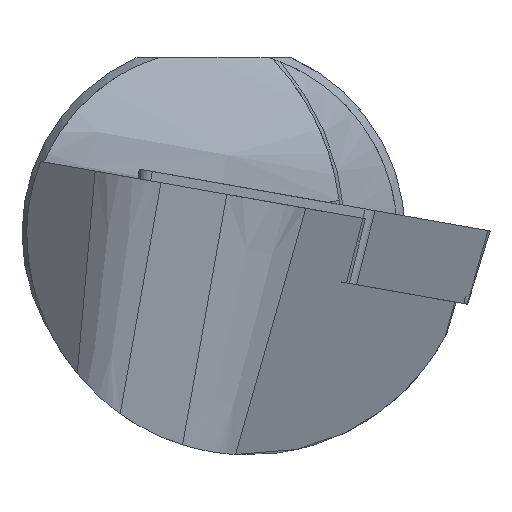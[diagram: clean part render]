
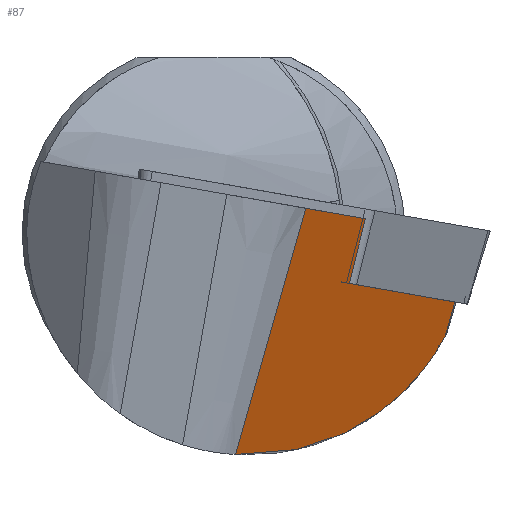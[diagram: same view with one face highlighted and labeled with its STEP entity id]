
A CAD part, left-side view. The second image highlights one B-rep face of the part: STEP entity #87.
In plain terms, the highlighted planar face has unit normal (-0.527, -0.807, -0.266).
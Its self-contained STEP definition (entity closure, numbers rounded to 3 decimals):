
#76=ELLIPSE('',#748,13.197,6.95);
#87=ADVANCED_FACE('',(#145),#127,.T.);
#127=PLANE('',#749);
#145=FACE_OUTER_BOUND('',#184,.T.);
#184=EDGE_LOOP('',(#280,#281,#282,#283,#284,#285));
#246=B_SPLINE_CURVE_WITH_KNOTS('',3,(#1022,#1023,#1024,#1025),
 .UNSPECIFIED.,.F.,.F.,(4,4),(0.,1.),.UNSPECIFIED.);
#280=ORIENTED_EDGE('',*,*,#557,.F.);
#281=ORIENTED_EDGE('',*,*,#558,.T.);
#282=ORIENTED_EDGE('',*,*,#559,.T.);
#283=ORIENTED_EDGE('',*,*,#560,.T.);
#284=ORIENTED_EDGE('',*,*,#561,.F.);
#285=ORIENTED_EDGE('',*,*,#562,.F.);
#488=VERTEX_POINT('',#1014);
#489=VERTEX_POINT('',#1015);
#490=VERTEX_POINT('',#1017);
#491=VERTEX_POINT('',#1019);
#492=VERTEX_POINT('',#1021);
#493=VERTEX_POINT('',#1026);
#557=EDGE_CURVE('',#488,#489,#656,.T.);
#558=EDGE_CURVE('',#488,#490,#657,.T.);
#559=EDGE_CURVE('',#490,#491,#658,.T.);
#560=EDGE_CURVE('',#491,#492,#76,.T.);
#561=EDGE_CURVE('',#493,#492,#246,.T.);
#562=EDGE_CURVE('',#489,#493,#659,.T.);
#656=LINE('',#1013,#700);
#657=LINE('',#1016,#701);
#658=LINE('',#1018,#702);
#659=LINE('',#1027,#703);
#700=VECTOR('',#822,1.);
#701=VECTOR('',#823,1.);
#702=VECTOR('',#824,1.);
#703=VECTOR('',#827,1.);
#748=AXIS2_PLACEMENT_3D('',#1020,#825,#826);
#749=AXIS2_PLACEMENT_3D('',#1028,#828,#829);
#822=DIRECTION('',(0.118,0.24,-0.963));
#823=DIRECTION('',(-0.848,0.523,0.092));
#824=DIRECTION('',(0.065,0.274,-0.96));
#825=DIRECTION('',(-0.527,-0.807,-0.266));
#826=DIRECTION('',(0.85,-0.5,-0.165));
#827=DIRECTION('',(0.848,-0.523,-0.092));
#828=DIRECTION('',(-0.527,-0.807,-0.266));
#829=DIRECTION('',(0.838,-0.546,0.));
#1013=CARTESIAN_POINT('',(4.294,-5.091,1.785));
#1014=CARTESIAN_POINT('',(4.459,-4.756,0.444));
#1015=CARTESIAN_POINT('',(4.707,-4.252,-1.579));
#1016=CARTESIAN_POINT('',(-0.817,-1.504,1.017));
#1017=CARTESIAN_POINT('',(1.428,-2.888,0.773));
#1018=CARTESIAN_POINT('',(1.408,-2.971,1.063));
#1019=CARTESIAN_POINT('',(1.947,-0.685,-6.938));
#1020=CARTESIAN_POINT('',(-0.923,-1.1,0.));
#1021=CARTESIAN_POINT('',(10.141,-7.249,-3.239));
#1022=CARTESIAN_POINT('',(10.068,-7.557,-2.162));
#1023=CARTESIAN_POINT('',(10.093,-7.454,-2.521));
#1024=CARTESIAN_POINT('',(10.117,-7.352,-2.88));
#1025=CARTESIAN_POINT('',(10.141,-7.249,-3.239));
#1026=CARTESIAN_POINT('',(10.067,-7.556,-2.162));
#1027=CARTESIAN_POINT('',(-10.001,4.815,0.019));
#1028=CARTESIAN_POINT('',(-10.156,4.158,2.32));
